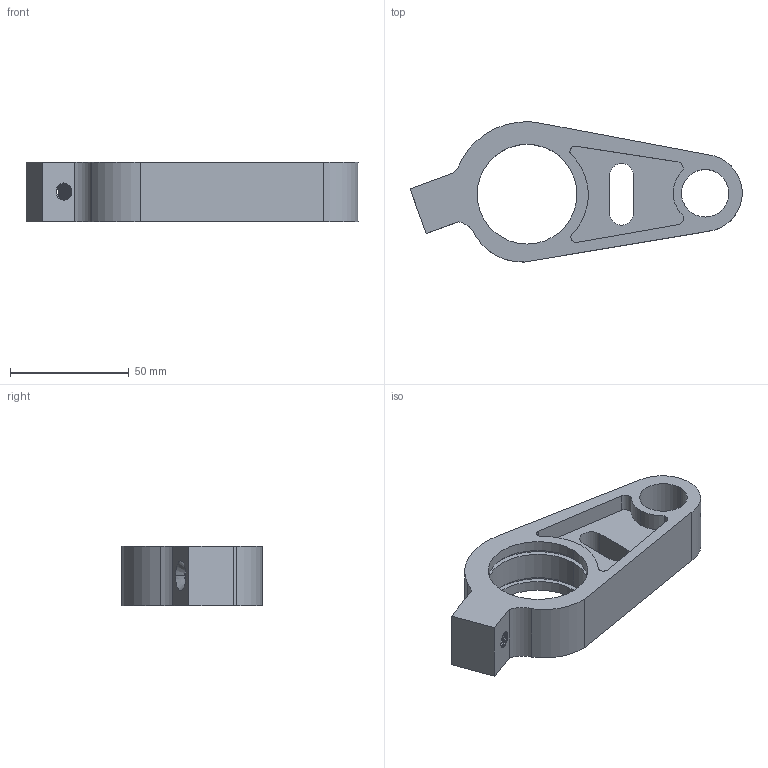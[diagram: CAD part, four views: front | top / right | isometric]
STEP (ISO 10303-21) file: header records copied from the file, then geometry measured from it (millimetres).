
FILE_DESCRIPTION (( 'STEP AP214' ), '1' );
FILE_NAME ('JEANNE ANTHONY STEP214.STEP', '2024-05-13T12:19:37', ( '' ), ( '' ), 'SwSTEP 2.0', 'SolidWorks 2024', '' );
FILE_SCHEMA (( 'AUTOMOTIVE_DESIGN' ));
Length unit declared in the file: millimetre
Products named in the file (1): JEANNE ANTHONY STEP214
Bounding box: 139.77 x 59.01 x 25 mm (x, y, z)
Volume: 72598.9 mm3; surface area: 25468.1 mm2
Topology: 1 solids, 1 shells, 108 faces, 299 edges, 195 vertices
Faces by surface type: cylinder 83, plane 20, bspline 3, cone 2
Entity records: 7513 total; most frequent: CARTESIAN_POINT 4915, ORIENTED_EDGE 598, DIRECTION 499, EDGE_CURVE 299, VERTEX_POINT 195, AXIS2_PLACEMENT_3D 188, VECTOR 123, LINE 123
